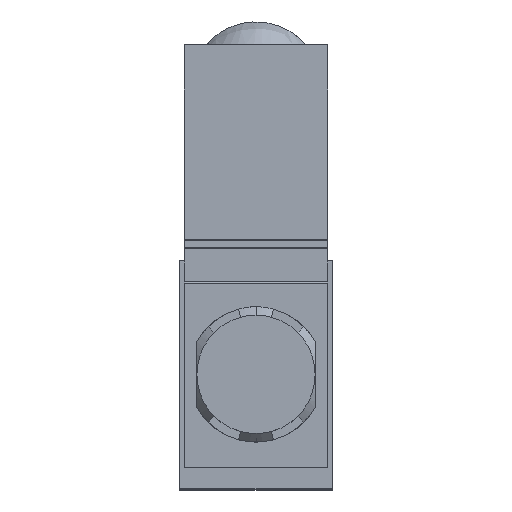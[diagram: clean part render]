
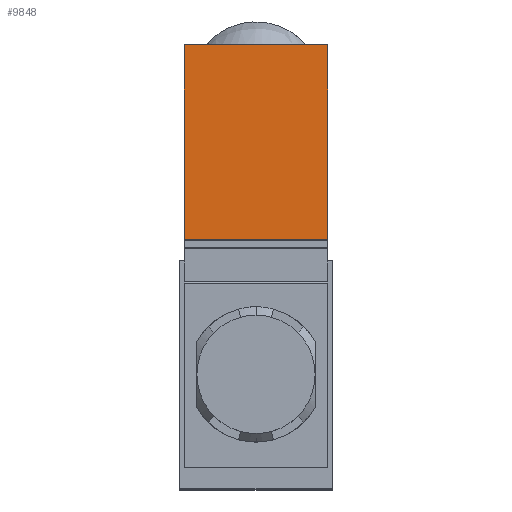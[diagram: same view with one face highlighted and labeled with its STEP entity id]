
A CAD part, top view. The second image highlights one B-rep face of the part: STEP entity #9848.
In plain terms, the highlighted planar face has unit normal (0, 0, 1).
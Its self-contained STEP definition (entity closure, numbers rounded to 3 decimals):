
#147 = CARTESIAN_POINT ( 'NONE',  ( -8.5, 39., 43. ) ) ;
#148 = CARTESIAN_POINT ( 'NONE',  ( 8.5, 39., 43. ) ) ;
#844 = VERTEX_POINT ( 'NONE', #4231 ) ;
#933 = DIRECTION ( 'NONE',  ( -1., 0., 0. ) ) ;
#947 = DIRECTION ( 'NONE',  ( 1., 0., 0. ) ) ;
#1181 = LINE ( 'NONE', #5652, #5648 ) ;
#1729 = PLANE ( 'NONE',  #7360 ) ;
#1941 = VERTEX_POINT ( 'NONE', #5163 ) ;
#1976 = DIRECTION ( 'NONE',  ( 0., 1., 0. ) ) ;
#2023 = ORIENTED_EDGE ( 'NONE', *, *, #7464, .T. ) ;
#2167 = VECTOR ( 'NONE', #1976, 1000. ) ;
#2311 = FACE_OUTER_BOUND ( 'NONE', #3503, .T. ) ;
#2313 = VECTOR ( 'NONE', #8914, 1000. ) ;
#2343 = ORIENTED_EDGE ( 'NONE', *, *, #4111, .T. ) ;
#2705 = ORIENTED_EDGE ( 'NONE', *, *, #4990, .T. ) ;
#3323 = CARTESIAN_POINT ( 'NONE',  ( -8.5, 39., 43. ) ) ;
#3443 = LINE ( 'NONE', #3323, #5299 ) ;
#3503 = EDGE_LOOP ( 'NONE', ( #2343, #2705, #9145, #2023 ) ) ;
#4108 = DIRECTION ( 'NONE',  ( -1., 0., 0. ) ) ;
#4111 = EDGE_CURVE ( 'NONE', #7295, #5758, #3443, .T. ) ;
#4231 = CARTESIAN_POINT ( 'NONE',  ( 8.5, 16., 43. ) ) ;
#4530 = LINE ( 'NONE', #7473, #2167 ) ;
#4920 = EDGE_CURVE ( 'NONE', #844, #1941, #1181, .T. ) ;
#4990 = EDGE_CURVE ( 'NONE', #5758, #1941, #8585, .T. ) ;
#5163 = CARTESIAN_POINT ( 'NONE',  ( -8.5, 16., 43. ) ) ;
#5299 = VECTOR ( 'NONE', #933, 1000. ) ;
#5648 = VECTOR ( 'NONE', #4108, 1000. ) ;
#5652 = CARTESIAN_POINT ( 'NONE',  ( 0., 16., 43. ) ) ;
#5705 = DIRECTION ( 'NONE',  ( 0., 0., 1. ) ) ;
#5758 = VERTEX_POINT ( 'NONE', #9900 ) ;
#7295 = VERTEX_POINT ( 'NONE', #148 ) ;
#7360 = AXIS2_PLACEMENT_3D ( 'NONE', #147, #5705, #947 ) ;
#7464 = EDGE_CURVE ( 'NONE', #844, #7295, #4530, .T. ) ;
#7473 = CARTESIAN_POINT ( 'NONE',  ( 8.5, 39., 43. ) ) ;
#8110 = CARTESIAN_POINT ( 'NONE',  ( -8.5, 39., 43. ) ) ;
#8585 = LINE ( 'NONE', #8110, #2313 ) ;
#8914 = DIRECTION ( 'NONE',  ( 0., -1., 0. ) ) ;
#9145 = ORIENTED_EDGE ( 'NONE', *, *, #4920, .F. ) ;
#9848 = ADVANCED_FACE ( 'NONE', ( #2311 ), #1729, .T. ) ;
#9900 = CARTESIAN_POINT ( 'NONE',  ( -8.5, 39., 43. ) ) ;
